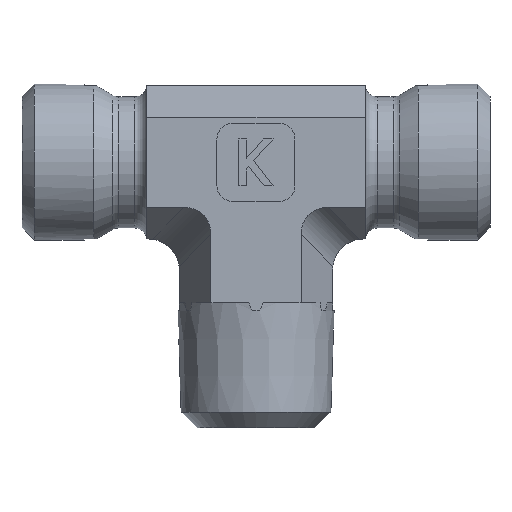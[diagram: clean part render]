
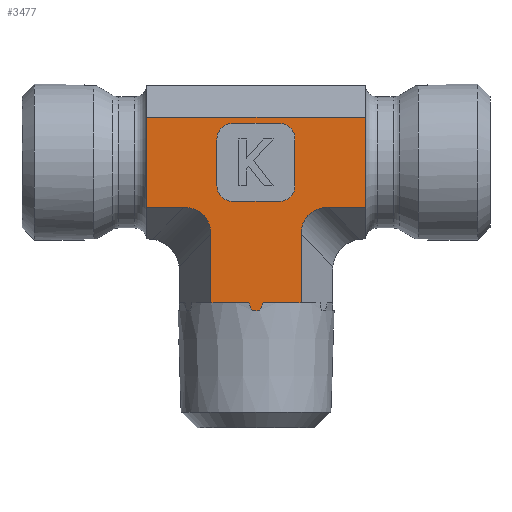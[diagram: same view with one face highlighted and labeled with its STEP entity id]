
A CAD part, left-side view. The second image highlights one B-rep face of the part: STEP entity #3477.
In plain terms, the highlighted planar face has unit normal (-1, 0, 0).
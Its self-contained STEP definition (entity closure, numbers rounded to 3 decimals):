
#235=CARTESIAN_POINT('',(-24.885,9.093,0.5));
#236=VERTEX_POINT('',#235);
#244=CARTESIAN_POINT('',(-24.885,9.327,0.0));
#245=VERTEX_POINT('',#244);
#246=CARTESIAN_POINT('',(-24.885,9.327,0.0));
#247=CARTESIAN_POINT('',(-24.885,9.21,0.162));
#248=CARTESIAN_POINT('',(-24.885,9.093,0.5));
#256=(BOUNDED_CURVE()B_SPLINE_CURVE(2,(#246,#247,#248),.UNSPECIFIED.,.F.,.U.)B_SPLINE_CURVE_WITH_KNOTS((3,3),(0.0,0.055),.UNSPECIFIED.)CURVE()GEOMETRIC_REPRESENTATION_ITEM()RATIONAL_B_SPLINE_CURVE((1.0,1.,1.0))REPRESENTATION_ITEM(''));
#257=EDGE_CURVE('',#245,#236,#256,.T.);
#259=CARTESIAN_POINT('',(-24.885,9.761,0.0));
#260=VERTEX_POINT('',#259);
#268=CARTESIAN_POINT('',(-24.885,9.995,0.5));
#269=VERTEX_POINT('',#268);
#270=CARTESIAN_POINT('',(-24.885,9.995,0.5));
#271=CARTESIAN_POINT('',(-24.885,9.878,0.162));
#272=CARTESIAN_POINT('',(-24.885,9.761,0.0));
#280=(BOUNDED_CURVE()B_SPLINE_CURVE(2,(#270,#271,#272),.UNSPECIFIED.,.F.,.U.)B_SPLINE_CURVE_WITH_KNOTS((3,3),(0.0,0.055),.UNSPECIFIED.)CURVE()GEOMETRIC_REPRESENTATION_ITEM()RATIONAL_B_SPLINE_CURVE((1.0,1.,1.0))REPRESENTATION_ITEM(''));
#281=EDGE_CURVE('',#269,#260,#280,.T.);
#657=CARTESIAN_POINT('',(-24.885,12.431,0.5));
#658=VERTEX_POINT('',#657);
#659=CARTESIAN_POINT('',(-24.885,12.431,0.5));
#660=DIRECTION('',(0.0,-1.0,0.0));
#661=VECTOR('',#660,2.435);
#662=LINE('',#659,#661);
#663=EDGE_CURVE('',#658,#269,#662,.T.);
#703=CARTESIAN_POINT('',(-24.885,6.657,0.5));
#704=VERTEX_POINT('',#703);
#711=CARTESIAN_POINT('',(-24.885,9.093,0.5));
#712=DIRECTION('',(0.0,-1.0,0.0));
#713=VECTOR('',#712,2.435);
#714=LINE('',#711,#713);
#715=EDGE_CURVE('',#236,#704,#714,.T.);
#1000=CARTESIAN_POINT('',(-24.885,9.761,0.0));
#1001=DIRECTION('',(0.0,-1.0,0.0));
#1002=VECTOR('',#1001,0.433);
#1003=LINE('',#1000,#1002);
#1004=EDGE_CURVE('',#260,#245,#1003,.T.);
#1353=CARTESIAN_POINT('',(-24.885,16.544,9.5));
#1354=VERTEX_POINT('',#1353);
#1493=CARTESIAN_POINT('',(-24.885,16.544,12.387));
#1494=VERTEX_POINT('',#1493);
#1502=CARTESIAN_POINT('',(-24.885,16.544,12.387));
#1503=DIRECTION('',(0.0,0.0,-1.0));
#1504=VECTOR('',#1503,2.887);
#1505=LINE('',#1502,#1504);
#1506=EDGE_CURVE('',#1494,#1354,#1505,.T.);
#1516=CARTESIAN_POINT('',(-24.885,16.544,6.613));
#1517=VERTEX_POINT('',#1516);
#1524=CARTESIAN_POINT('',(-24.885,16.544,9.5));
#1525=DIRECTION('',(0.0,0.0,-1.0));
#1526=VECTOR('',#1525,2.887);
#1527=LINE('',#1524,#1526);
#1528=EDGE_CURVE('',#1354,#1517,#1527,.T.);
#1743=CARTESIAN_POINT('',(-24.885,2.544,12.387));
#1744=VERTEX_POINT('',#1743);
#1745=CARTESIAN_POINT('',(-24.885,16.544,12.387));
#1746=DIRECTION('',(0.0,-1.0,0.0));
#1747=VECTOR('',#1746,14.);
#1748=LINE('',#1745,#1747);
#1749=EDGE_CURVE('',#1494,#1744,#1748,.T.);
#2079=CARTESIAN_POINT('',(-24.885,2.544,9.5));
#2080=VERTEX_POINT('',#2079);
#2172=CARTESIAN_POINT('',(-24.885,2.544,6.613));
#2173=VERTEX_POINT('',#2172);
#2181=CARTESIAN_POINT('',(-24.885,2.544,6.613));
#2182=DIRECTION('',(0.0,0.0,1.0));
#2183=VECTOR('',#2182,2.887);
#2184=LINE('',#2181,#2183);
#2185=EDGE_CURVE('',#2173,#2080,#2184,.T.);
#2196=CARTESIAN_POINT('',(-24.885,2.544,9.5));
#2197=DIRECTION('',(0.0,0.0,1.0));
#2198=VECTOR('',#2197,2.887);
#2199=LINE('',#2196,#2198);
#2200=EDGE_CURVE('',#2080,#1744,#2199,.T.);
#2378=CARTESIAN_POINT('',(-24.885,4.925,6.613));
#2379=VERTEX_POINT('',#2378);
#2380=CARTESIAN_POINT('',(-24.885,4.925,6.613));
#2381=DIRECTION('',(0.0,-1.0,0.0));
#2382=VECTOR('',#2381,2.381);
#2383=LINE('',#2380,#2382);
#2384=EDGE_CURVE('',#2379,#2173,#2383,.T.);
#2878=CARTESIAN_POINT('',(-24.885,12.431,4.881));
#2879=VERTEX_POINT('',#2878);
#2880=CARTESIAN_POINT('',(-24.885,14.163,6.613));
#2881=VERTEX_POINT('',#2880);
#2882=CARTESIAN_POINT('',(-24.885,14.74,4.304));
#2883=DIRECTION('',(-1.0,0.,0.));
#2884=DIRECTION('',(0.,-0.707,0.707));
#2885=AXIS2_PLACEMENT_3D('',#2882,#2883,#2884);
#2886=ELLIPSE('',#2885,2.582,2.0);
#2887=EDGE_CURVE('',#2879,#2881,#2886,.T.);
#2945=CARTESIAN_POINT('',(-24.885,14.163,6.613));
#2946=DIRECTION('',(0.0,1.0,0.0));
#2947=VECTOR('',#2946,2.381);
#2948=LINE('',#2945,#2947);
#2949=EDGE_CURVE('',#2881,#1517,#2948,.T.);
#2971=CARTESIAN_POINT('',(-24.885,8.044,7.));
#2972=VERTEX_POINT('',#2971);
#2979=CARTESIAN_POINT('',(-24.885,7.044,8.));
#2980=VERTEX_POINT('',#2979);
#2981=CARTESIAN_POINT('',(-24.885,8.044,8.));
#2982=DIRECTION('',(-1.0,0.0,0.0));
#2983=DIRECTION('',(0.0,-0.707,-0.707));
#2984=AXIS2_PLACEMENT_3D('',#2981,#2982,#2983);
#2985=CIRCLE('',#2984,1.0);
#2986=EDGE_CURVE('',#2972,#2980,#2985,.T.);
#3011=CARTESIAN_POINT('',(-24.885,11.044,7.));
#3012=VERTEX_POINT('',#3011);
#3019=CARTESIAN_POINT('',(-24.885,8.044,7.));
#3020=DIRECTION('',(0.0,1.0,0.0));
#3021=VECTOR('',#3020,3.0);
#3022=LINE('',#3019,#3021);
#3023=EDGE_CURVE('',#2972,#3012,#3022,.T.);
#3042=CARTESIAN_POINT('',(-24.885,12.044,8.));
#3043=VERTEX_POINT('',#3042);
#3050=CARTESIAN_POINT('',(-24.885,11.044,8.));
#3051=DIRECTION('',(-1.0,0.0,0.0));
#3052=DIRECTION('',(0.0,0.707,-0.707));
#3053=AXIS2_PLACEMENT_3D('',#3050,#3051,#3052);
#3054=CIRCLE('',#3053,1.0);
#3055=EDGE_CURVE('',#3043,#3012,#3054,.T.);
#3075=CARTESIAN_POINT('',(-24.885,12.044,11.));
#3076=VERTEX_POINT('',#3075);
#3083=CARTESIAN_POINT('',(-24.885,12.044,8.));
#3084=DIRECTION('',(0.0,0.0,1.0));
#3085=VECTOR('',#3084,3.);
#3086=LINE('',#3083,#3085);
#3087=EDGE_CURVE('',#3043,#3076,#3086,.T.);
#3106=CARTESIAN_POINT('',(-24.885,11.044,12.));
#3107=VERTEX_POINT('',#3106);
#3114=CARTESIAN_POINT('',(-24.885,11.044,11.));
#3115=DIRECTION('',(-1.0,0.0,0.0));
#3116=DIRECTION('',(0.0,0.707,0.707));
#3117=AXIS2_PLACEMENT_3D('',#3114,#3115,#3116);
#3118=CIRCLE('',#3117,1.0);
#3119=EDGE_CURVE('',#3107,#3076,#3118,.T.);
#3139=CARTESIAN_POINT('',(-24.885,8.044,12.));
#3140=VERTEX_POINT('',#3139);
#3147=CARTESIAN_POINT('',(-24.885,11.044,12.));
#3148=DIRECTION('',(0.0,-1.0,0.0));
#3149=VECTOR('',#3148,3.0);
#3150=LINE('',#3147,#3149);
#3151=EDGE_CURVE('',#3107,#3140,#3150,.T.);
#3170=CARTESIAN_POINT('',(-24.885,7.044,11.));
#3171=VERTEX_POINT('',#3170);
#3178=CARTESIAN_POINT('',(-24.885,8.044,11.));
#3179=DIRECTION('',(-1.0,0.0,0.0));
#3180=DIRECTION('',(0.0,-0.707,0.707));
#3181=AXIS2_PLACEMENT_3D('',#3178,#3179,#3180);
#3182=CIRCLE('',#3181,1.0);
#3183=EDGE_CURVE('',#3171,#3140,#3182,.T.);
#3230=CARTESIAN_POINT('',(-24.885,7.044,11.));
#3231=DIRECTION('',(0.0,0.0,-1.0));
#3232=VECTOR('',#3231,3.);
#3233=LINE('',#3230,#3232);
#3234=EDGE_CURVE('',#3171,#2980,#3233,.T.);
#3272=CARTESIAN_POINT('',(-24.885,12.431,0.5));
#3273=DIRECTION('',(0.0,0.0,1.0));
#3274=VECTOR('',#3273,4.381);
#3275=LINE('',#3272,#3274);
#3276=EDGE_CURVE('',#658,#2879,#3275,.T.);
#3370=CARTESIAN_POINT('',(-24.885,6.657,4.881));
#3371=VERTEX_POINT('',#3370);
#3372=CARTESIAN_POINT('',(-24.885,4.348,4.304));
#3373=DIRECTION('',(-1.0,0.,0.));
#3374=DIRECTION('',(0.,0.707,0.707));
#3375=AXIS2_PLACEMENT_3D('',#3372,#3373,#3374);
#3376=ELLIPSE('',#3375,2.582,2.0);
#3377=EDGE_CURVE('',#2379,#3371,#3376,.T.);
#3419=CARTESIAN_POINT('',(-24.885,6.657,0.5));
#3420=DIRECTION('',(0.0,0.0,1.0));
#3421=VECTOR('',#3420,4.381);
#3422=LINE('',#3419,#3421);
#3423=EDGE_CURVE('',#704,#3371,#3422,.T.);
#3444=CARTESIAN_POINT('',(-24.885,6.657,0.0));
#3445=DIRECTION('',(-1.0,0.0,0.0));
#3446=DIRECTION('',(0.0,0.0,1.0));
#3447=AXIS2_PLACEMENT_3D('',#3444,#3445,#3446);
#3448=PLANE('',#3447);
#3449=ORIENTED_EDGE('',*,*,#715,.T.);
#3450=ORIENTED_EDGE('',*,*,#3423,.T.);
#3451=ORIENTED_EDGE('',*,*,#3377,.F.);
#3452=ORIENTED_EDGE('',*,*,#2384,.T.);
#3453=ORIENTED_EDGE('',*,*,#2185,.T.);
#3454=ORIENTED_EDGE('',*,*,#2200,.T.);
#3455=ORIENTED_EDGE('',*,*,#1749,.F.);
#3456=ORIENTED_EDGE('',*,*,#1506,.T.);
#3457=ORIENTED_EDGE('',*,*,#1528,.T.);
#3458=ORIENTED_EDGE('',*,*,#2949,.F.);
#3459=ORIENTED_EDGE('',*,*,#2887,.F.);
#3460=ORIENTED_EDGE('',*,*,#3276,.F.);
#3461=ORIENTED_EDGE('',*,*,#663,.T.);
#3462=ORIENTED_EDGE('',*,*,#281,.T.);
#3463=ORIENTED_EDGE('',*,*,#1004,.T.);
#3464=ORIENTED_EDGE('',*,*,#257,.T.);
#3465=EDGE_LOOP('',(#3449,#3450,#3451,#3452,#3453,#3454,#3455,#3456,#3457,#3458,#3459,#3460,#3461,#3462,#3463,#3464));
#3466=FACE_OUTER_BOUND('',#3465,.T.);
#3467=ORIENTED_EDGE('',*,*,#3151,.T.);
#3468=ORIENTED_EDGE('',*,*,#3183,.F.);
#3469=ORIENTED_EDGE('',*,*,#3234,.T.);
#3470=ORIENTED_EDGE('',*,*,#2986,.F.);
#3471=ORIENTED_EDGE('',*,*,#3023,.T.);
#3472=ORIENTED_EDGE('',*,*,#3055,.F.);
#3473=ORIENTED_EDGE('',*,*,#3087,.T.);
#3474=ORIENTED_EDGE('',*,*,#3119,.F.);
#3475=EDGE_LOOP('',(#3467,#3468,#3469,#3470,#3471,#3472,#3473,#3474));
#3476=FACE_BOUND('',#3475,.T.);
#3477=ADVANCED_FACE('',(#3466,#3476),#3448,.T.);
